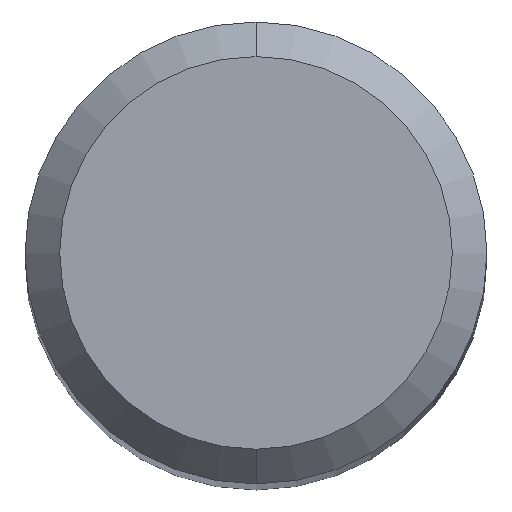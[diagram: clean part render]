
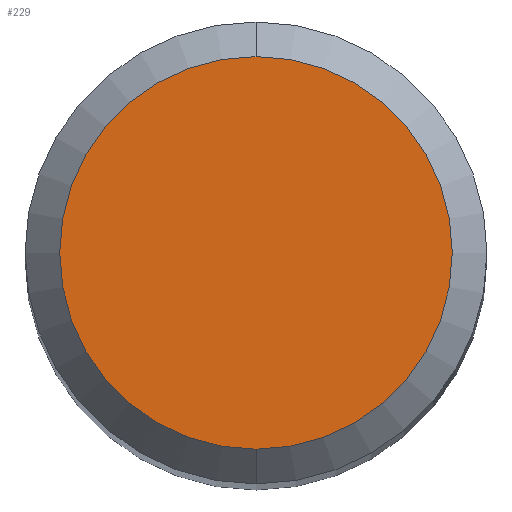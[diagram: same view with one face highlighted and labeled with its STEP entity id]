
A CAD part, top view. The second image highlights one B-rep face of the part: STEP entity #229.
In plain terms, the highlighted planar face has unit normal (0, 0, 1).
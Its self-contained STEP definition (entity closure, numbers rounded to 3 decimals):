
#225=VERTEX_POINT('',#524);
#229=ADVANCED_FACE('',(#528),#529,.T.);
#233=EDGE_CURVE('',#357,#225,#534,.T.);
#357=VERTEX_POINT('',#668);
#369=EDGE_CURVE('',#225,#357,#681,.T.);
#524=CARTESIAN_POINT('',(0.0,1.7,29.48));
#528=FACE_OUTER_BOUND('',#933,.T.);
#529=PLANE('',#934);
#534=CIRCLE('',#940,1.7);
#668=CARTESIAN_POINT('',(0.,-1.7,29.48));
#681=CIRCLE('',#1327,1.7);
#933=EDGE_LOOP('',(#1499,#1500));
#934=AXIS2_PLACEMENT_3D('',#1501,#1502,#1503);
#940=AXIS2_PLACEMENT_3D('',#1510,#1511,#1512);
#1327=AXIS2_PLACEMENT_3D('',#1662,#1663,#1664);
#1499=ORIENTED_EDGE('',*,*,#369,.F.);
#1500=ORIENTED_EDGE('',*,*,#233,.F.);
#1501=CARTESIAN_POINT('',(0.0,0.85,29.48));
#1502=DIRECTION('',(0.0,0.0,1.0));
#1503=DIRECTION('',(0.0,-1.0,0.0));
#1510=CARTESIAN_POINT('',(0.0,0.0,29.48));
#1511=DIRECTION('',(0.0,0.0,-1.0));
#1512=DIRECTION('',(0.0,1.0,0.0));
#1662=CARTESIAN_POINT('',(0.0,0.0,29.48));
#1663=DIRECTION('',(0.0,0.0,-1.0));
#1664=DIRECTION('',(0.0,1.0,0.0));
